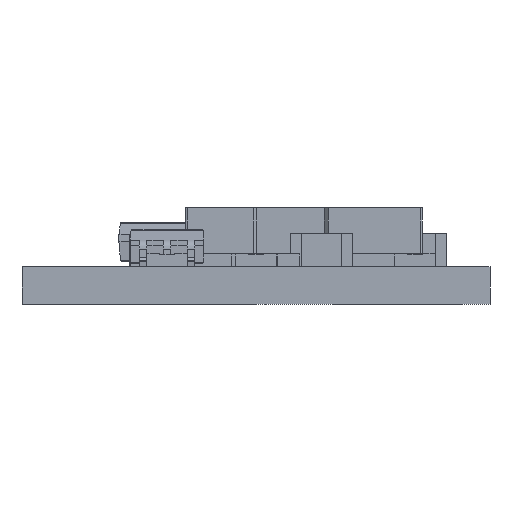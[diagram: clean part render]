
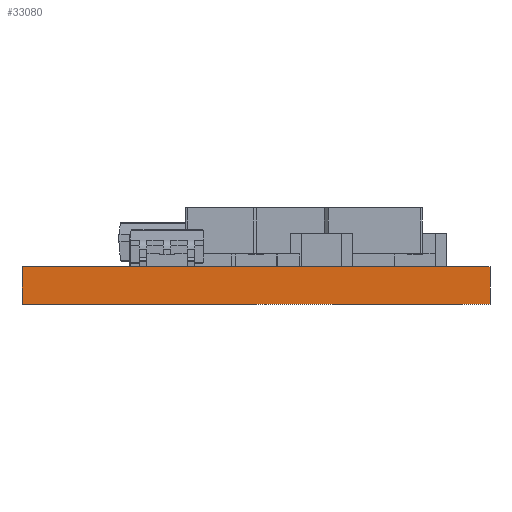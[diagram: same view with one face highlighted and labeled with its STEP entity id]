
A CAD part, front view. The second image highlights one B-rep face of the part: STEP entity #33080.
In plain terms, the highlighted planar face has unit normal (0, -1, 0).
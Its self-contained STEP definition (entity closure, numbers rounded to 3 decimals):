
#646 = AXIS2_PLACEMENT_3D ( 'NONE', #8877, #8392, #4904 ) ;
#2039 = EDGE_CURVE ( 'NONE', #45402, #18697, #10683, .T. ) ;
#3036 = VECTOR ( 'NONE', #30128, 1000. ) ;
#4904 = DIRECTION ( 'NONE',  ( 0., 0., 1. ) ) ;
#5405 = DIRECTION ( 'NONE',  ( 0., 0., -1. ) ) ;
#8392 = DIRECTION ( 'NONE',  ( 0., 1., 0. ) ) ;
#8440 = CARTESIAN_POINT ( 'NONE',  ( 0., 0., 1.016 ) ) ;
#8877 = CARTESIAN_POINT ( 'NONE',  ( 0., 0., 1.016 ) ) ;
#9463 = EDGE_LOOP ( 'NONE', ( #27105, #47146, #44102, #40274 ) ) ;
#10683 = LINE ( 'NONE', #48863, #3036 ) ;
#11239 = VECTOR ( 'NONE', #5405, 1000. ) ;
#12513 = EDGE_CURVE ( 'NONE', #46571, #13884, #15067, .T. ) ;
#13884 = VERTEX_POINT ( 'NONE', #42142 ) ;
#14546 = DIRECTION ( 'NONE',  ( 0., 0., -1. ) ) ;
#15067 = LINE ( 'NONE', #27028, #37350 ) ;
#18697 = VERTEX_POINT ( 'NONE', #48254 ) ;
#25914 = VECTOR ( 'NONE', #14546, 1000. ) ;
#26369 = EDGE_CURVE ( 'NONE', #46571, #45402, #28785, .T. ) ;
#27028 = CARTESIAN_POINT ( 'NONE',  ( 0., 0., 1.016 ) ) ;
#27105 = ORIENTED_EDGE ( 'NONE', *, *, #2039, .T. ) ;
#28785 = LINE ( 'NONE', #40244, #11239 ) ;
#30128 = DIRECTION ( 'NONE',  ( 1., 0., 0. ) ) ;
#33080 = ADVANCED_FACE ( 'NONE', ( #46043 ), #39045, .F. ) ;
#37328 = CARTESIAN_POINT ( 'NONE',  ( 0., 0., 0. ) ) ;
#37350 = VECTOR ( 'NONE', #41724, 1000. ) ;
#39045 = PLANE ( 'NONE',  #646 ) ;
#40244 = CARTESIAN_POINT ( 'NONE',  ( 0., 0., 1.016 ) ) ;
#40274 = ORIENTED_EDGE ( 'NONE', *, *, #26369, .T. ) ;
#41559 = EDGE_CURVE ( 'NONE', #13884, #18697, #48754, .T. ) ;
#41724 = DIRECTION ( 'NONE',  ( 1., 0., 0. ) ) ;
#42142 = CARTESIAN_POINT ( 'NONE',  ( 12.7, 0., 1.016 ) ) ;
#44102 = ORIENTED_EDGE ( 'NONE', *, *, #12513, .F. ) ;
#44956 = CARTESIAN_POINT ( 'NONE',  ( 12.7, 0., 1.016 ) ) ;
#45402 = VERTEX_POINT ( 'NONE', #37328 ) ;
#46043 = FACE_OUTER_BOUND ( 'NONE', #9463, .T. ) ;
#46571 = VERTEX_POINT ( 'NONE', #8440 ) ;
#47146 = ORIENTED_EDGE ( 'NONE', *, *, #41559, .F. ) ;
#48254 = CARTESIAN_POINT ( 'NONE',  ( 12.7, 0., 0. ) ) ;
#48754 = LINE ( 'NONE', #44956, #25914 ) ;
#48863 = CARTESIAN_POINT ( 'NONE',  ( 0., 0., 0. ) ) ;
